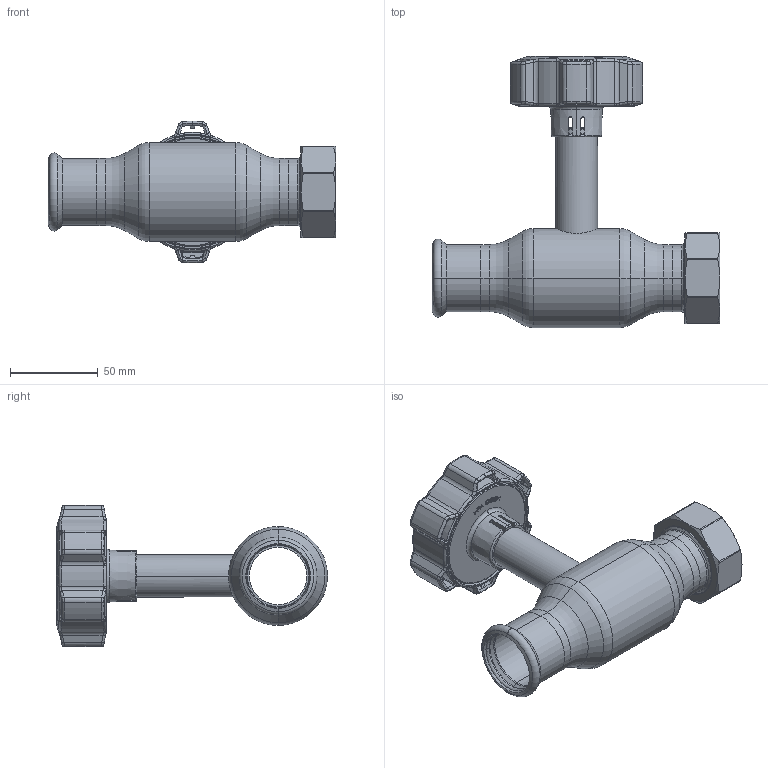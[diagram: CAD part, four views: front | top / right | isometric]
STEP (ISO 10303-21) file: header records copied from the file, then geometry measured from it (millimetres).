
FILE_DESCRIPTION (( 'STEP AP214' ), '1' );
FILE_NAME ('1032001401-1200.step', '2024-01-16T11:02:04', ( '' ), ( '' ), 'SwSTEP 2.0', 'SolidWorks 2021', '' );
FILE_SCHEMA (( 'AUTOMOTIVE_DESIGN' ));
Length unit declared in the file: millimetre
Products named in the file (1): 1032001401-1200
Bounding box: 164.4 x 154.8 x 81 mm (x, y, z)
Surface area: 68544.1 mm2 (no closed solid volume)
Topology: 0 solids, 29 shells, 587 faces, 1840 edges, 1248 vertices
Faces by surface type: bspline 188, cylinder 144, plane 105, cone 89, torus 61
Entity records: 37573 total; most frequent: CARTESIAN_POINT 16959, ORIENTED_EDGE 3130, DIRECTION 2351, EDGE_CURVE 1838, VERTEX_POINT 1248, AXIS2_PLACEMENT_3D 926, B_SPLINE_CURVE_WITH_KNOTS 763, EDGE_LOOP 622
